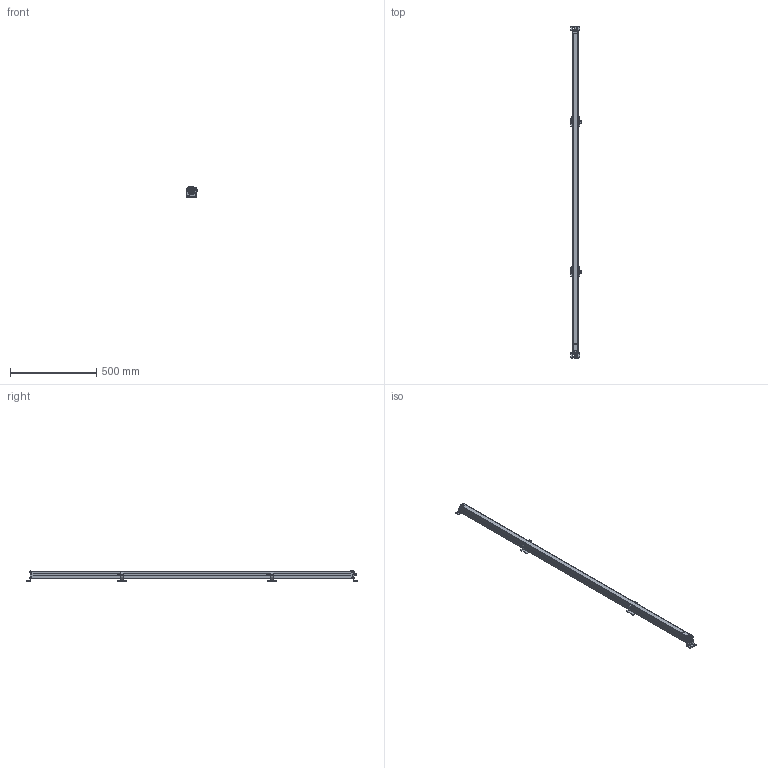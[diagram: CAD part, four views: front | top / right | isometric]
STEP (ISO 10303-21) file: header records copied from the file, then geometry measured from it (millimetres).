
FILE_DESCRIPTION((''),'2;1');
FILE_NAME('139544_SM01_ASM','2024-04-11T13:00:46',('banengservice'),('BANNER ENGINEERING'),'CREO PARAMETRIC BY PTC INC, 2022414','CREO PARAMETRIC BY PTC INC, 2022414','');
FILE_SCHEMA(('CONFIG_CONTROL_DESIGN'));
Products named in the file (9): 139544_EP01; 139544_PL01; 111087; 58892; 114483; 114482; 60139; 71756_ASM; 139544_SM01_ASM
Assembly tree (17 placements, depth 3):
  139544_SM01_ASM
    139544_EP01
    139544_PL01
    111087  x2
    58892  x4
    71756_ASM  x2
      114483
      114482
      58892
      60139
Bounding box: 68.64 x 1927 x 63 mm (x, y, z)
Volume: 5274723.4 mm3; surface area: 747517.4 mm2
Topology: 22 solids, 32 shells, 2367 faces, 6330 edges, 4078 vertices
Faces by surface type: plane 1306, cylinder 812, bspline 127, torus 48, sphere 40, cone 26, extrusion 8
Entity records: 55039 total; most frequent: CARTESIAN_POINT 21862, ORIENTED_EDGE 6976, DIRECTION 6730, EDGE_CURVE 3496, AXIS2_PLACEMENT_3D 2254, VERTEX_POINT 2244, VECTOR 2222, LINE 2214
